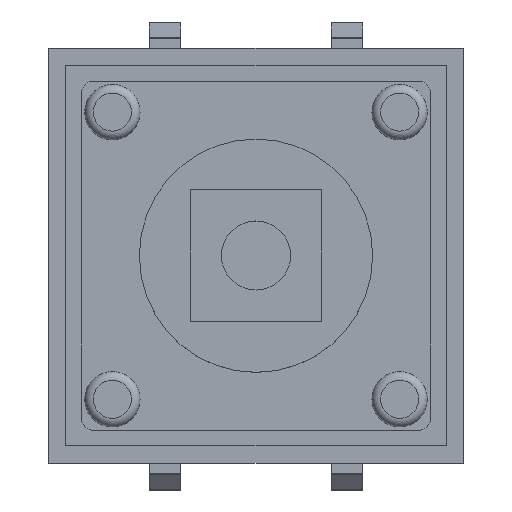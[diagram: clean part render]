
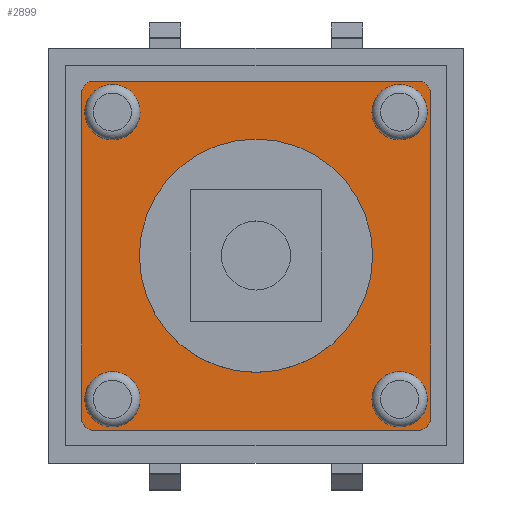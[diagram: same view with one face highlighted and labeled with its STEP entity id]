
A CAD part, top view. The second image highlights one B-rep face of the part: STEP entity #2899.
In plain terms, the highlighted planar face has unit normal (0, 0, 1).
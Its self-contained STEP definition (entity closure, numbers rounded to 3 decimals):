
#42=FACE_BOUND('',#402,.T.);
#43=FACE_BOUND('',#403,.T.);
#44=FACE_BOUND('',#404,.T.);
#45=FACE_BOUND('',#405,.T.);
#46=FACE_BOUND('',#406,.T.);
#100=PLANE('',#3112);
#224=FACE_OUTER_BOUND('',#401,.T.);
#401=EDGE_LOOP('',(#2219,#2220,#2221,#2222,#2223,#2224,#2225,#2226));
#402=EDGE_LOOP('',(#2227));
#403=EDGE_LOOP('',(#2228));
#404=EDGE_LOOP('',(#2229));
#405=EDGE_LOOP('',(#2230));
#406=EDGE_LOOP('',(#2231));
#620=LINE('',#4445,#931);
#623=LINE('',#4451,#934);
#624=LINE('',#4455,#935);
#625=LINE('',#4459,#936);
#931=VECTOR('',#3581,10.);
#934=VECTOR('',#3586,10.);
#935=VECTOR('',#3589,10.);
#936=VECTOR('',#3592,10.);
#1167=CIRCLE('',#3110,0.35);
#1168=CIRCLE('',#3113,0.35);
#1169=CIRCLE('',#3114,0.35);
#1170=CIRCLE('',#3115,0.35);
#1171=CIRCLE('',#3116,0.8);
#1172=CIRCLE('',#3117,0.8);
#1173=CIRCLE('',#3118,0.8);
#1174=CIRCLE('',#3119,0.8);
#1175=CIRCLE('',#3120,3.375);
#1338=VERTEX_POINT('',#4438);
#1339=VERTEX_POINT('',#4440);
#1340=VERTEX_POINT('',#4444);
#1342=VERTEX_POINT('',#4450);
#1343=VERTEX_POINT('',#4452);
#1344=VERTEX_POINT('',#4454);
#1345=VERTEX_POINT('',#4456);
#1346=VERTEX_POINT('',#4458);
#1347=VERTEX_POINT('',#4461);
#1348=VERTEX_POINT('',#4463);
#1349=VERTEX_POINT('',#4465);
#1350=VERTEX_POINT('',#4467);
#1351=VERTEX_POINT('',#4469);
#1662=EDGE_CURVE('',#1338,#1339,#1167,.T.);
#1664=EDGE_CURVE('',#1340,#1339,#620,.T.);
#1667=EDGE_CURVE('',#1338,#1342,#623,.T.);
#1668=EDGE_CURVE('',#1343,#1342,#1168,.T.);
#1669=EDGE_CURVE('',#1343,#1344,#624,.T.);
#1670=EDGE_CURVE('',#1345,#1344,#1169,.T.);
#1671=EDGE_CURVE('',#1345,#1346,#625,.T.);
#1672=EDGE_CURVE('',#1340,#1346,#1170,.T.);
#1673=EDGE_CURVE('',#1347,#1347,#1171,.T.);
#1674=EDGE_CURVE('',#1348,#1348,#1172,.T.);
#1675=EDGE_CURVE('',#1349,#1349,#1173,.T.);
#1676=EDGE_CURVE('',#1350,#1350,#1174,.T.);
#1677=EDGE_CURVE('',#1351,#1351,#1175,.T.);
#2219=ORIENTED_EDGE('',*,*,#1662,.F.);
#2220=ORIENTED_EDGE('',*,*,#1667,.T.);
#2221=ORIENTED_EDGE('',*,*,#1668,.F.);
#2222=ORIENTED_EDGE('',*,*,#1669,.T.);
#2223=ORIENTED_EDGE('',*,*,#1670,.F.);
#2224=ORIENTED_EDGE('',*,*,#1671,.T.);
#2225=ORIENTED_EDGE('',*,*,#1672,.F.);
#2226=ORIENTED_EDGE('',*,*,#1664,.T.);
#2227=ORIENTED_EDGE('',*,*,#1673,.T.);
#2228=ORIENTED_EDGE('',*,*,#1674,.T.);
#2229=ORIENTED_EDGE('',*,*,#1675,.T.);
#2230=ORIENTED_EDGE('',*,*,#1676,.T.);
#2231=ORIENTED_EDGE('',*,*,#1677,.T.);
#2899=ADVANCED_FACE('',(#224,#42,#43,#44,#45,#46),#100,.T.);
#3110=AXIS2_PLACEMENT_3D('',#4441,#3576,#3577);
#3112=AXIS2_PLACEMENT_3D('',#4449,#3584,#3585);
#3113=AXIS2_PLACEMENT_3D('',#4453,#3587,#3588);
#3114=AXIS2_PLACEMENT_3D('',#4457,#3590,#3591);
#3115=AXIS2_PLACEMENT_3D('',#4460,#3593,#3594);
#3116=AXIS2_PLACEMENT_3D('',#4462,#3595,#3596);
#3117=AXIS2_PLACEMENT_3D('',#4464,#3597,#3598);
#3118=AXIS2_PLACEMENT_3D('',#4466,#3599,#3600);
#3119=AXIS2_PLACEMENT_3D('',#4468,#3601,#3602);
#3120=AXIS2_PLACEMENT_3D('',#4470,#3603,#3604);
#3576=DIRECTION('center_axis',(0.,0.,-1.));
#3577=DIRECTION('ref_axis',(-0.707,-0.707,0.));
#3581=DIRECTION('',(0.,-1.,0.));
#3584=DIRECTION('center_axis',(0.,0.,1.));
#3585=DIRECTION('ref_axis',(-1.,0.,0.));
#3586=DIRECTION('',(1.,0.,0.));
#3587=DIRECTION('center_axis',(0.,0.,-1.));
#3588=DIRECTION('ref_axis',(0.707,-0.707,0.));
#3589=DIRECTION('',(0.,1.,0.));
#3590=DIRECTION('center_axis',(0.,0.,-1.));
#3591=DIRECTION('ref_axis',(0.707,0.707,0.));
#3592=DIRECTION('',(-1.,0.,0.));
#3593=DIRECTION('center_axis',(0.,0.,-1.));
#3594=DIRECTION('ref_axis',(-0.707,0.707,0.));
#3595=DIRECTION('center_axis',(0.,0.,-1.));
#3596=DIRECTION('ref_axis',(-1.,0.,0.));
#3597=DIRECTION('center_axis',(0.,0.,-1.));
#3598=DIRECTION('ref_axis',(-1.,0.,0.));
#3599=DIRECTION('center_axis',(0.,0.,-1.));
#3600=DIRECTION('ref_axis',(-1.,0.,0.));
#3601=DIRECTION('center_axis',(0.,0.,-1.));
#3602=DIRECTION('ref_axis',(-1.,0.,0.));
#3603=DIRECTION('center_axis',(0.,0.,-1.));
#3604=DIRECTION('ref_axis',(-1.,0.,0.));
#4438=CARTESIAN_POINT('',(-4.7,-5.05,3.));
#4440=CARTESIAN_POINT('',(-5.05,-4.7,3.));
#4441=CARTESIAN_POINT('Origin',(-4.7,-4.7,3.));
#4444=CARTESIAN_POINT('',(-5.05,4.7,3.));
#4445=CARTESIAN_POINT('',(-5.05,5.05,3.));
#4449=CARTESIAN_POINT('Origin',(0.,0.,3.));
#4450=CARTESIAN_POINT('',(4.7,-5.05,3.));
#4451=CARTESIAN_POINT('',(-5.05,-5.05,3.));
#4452=CARTESIAN_POINT('',(5.05,-4.7,3.));
#4453=CARTESIAN_POINT('Origin',(4.7,-4.7,3.));
#4454=CARTESIAN_POINT('',(5.05,4.7,3.));
#4455=CARTESIAN_POINT('',(5.05,-5.05,3.));
#4456=CARTESIAN_POINT('',(4.7,5.05,3.));
#4457=CARTESIAN_POINT('Origin',(4.7,4.7,3.));
#4458=CARTESIAN_POINT('',(-4.7,5.05,3.));
#4459=CARTESIAN_POINT('',(5.05,5.05,3.));
#4460=CARTESIAN_POINT('Origin',(-4.7,4.7,3.));
#4461=CARTESIAN_POINT('',(4.954,4.154,3.));
#4462=CARTESIAN_POINT('Origin',(4.154,4.154,3.));
#4463=CARTESIAN_POINT('',(-3.354,4.154,3.));
#4464=CARTESIAN_POINT('Origin',(-4.154,4.154,3.));
#4465=CARTESIAN_POINT('',(-3.354,-4.154,3.));
#4466=CARTESIAN_POINT('Origin',(-4.154,-4.154,3.));
#4467=CARTESIAN_POINT('',(4.954,-4.154,3.));
#4468=CARTESIAN_POINT('Origin',(4.154,-4.154,3.));
#4469=CARTESIAN_POINT('',(3.375,0.,3.));
#4470=CARTESIAN_POINT('Origin',(0.,0.,3.));
